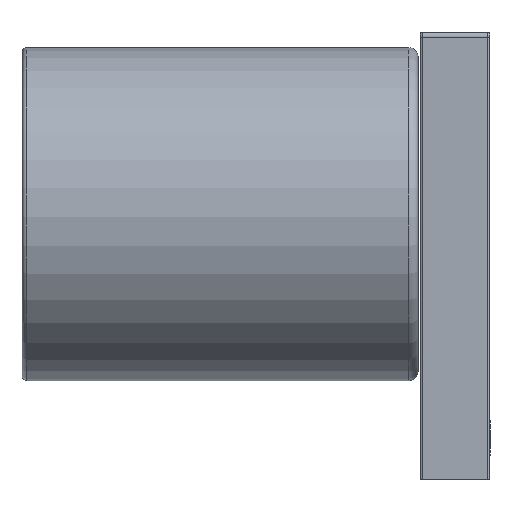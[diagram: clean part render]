
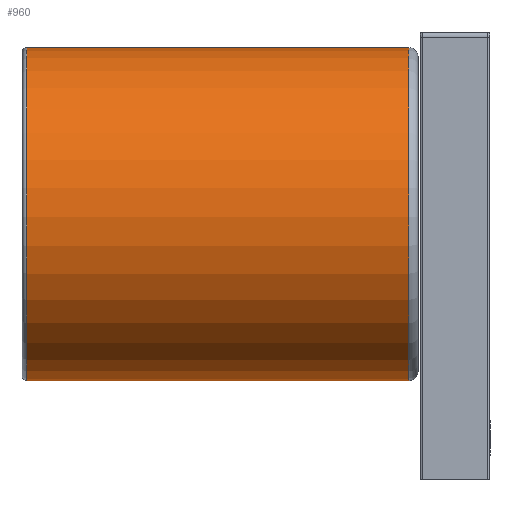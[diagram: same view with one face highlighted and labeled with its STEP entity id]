
A CAD part, left-side view. The second image highlights one B-rep face of the part: STEP entity #960.
In plain terms, the highlighted cylindrical face has radius 35.75 mm (diameter 71.5 mm), a partial arc.
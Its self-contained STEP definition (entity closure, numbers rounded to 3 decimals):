
#169 = EDGE_CURVE ( 'NONE', #2005, #470, #1914, .T. ) ;
#204 = CARTESIAN_POINT ( 'NONE',  ( -0.571, 92.929, 44.745 ) ) ;
#279 = DIRECTION ( 'NONE',  ( 0., -1., 0. ) ) ;
#293 = AXIS2_PLACEMENT_3D ( 'NONE', #2694, #2912, #1630 ) ;
#403 = VECTOR ( 'NONE', #1753, 1000. ) ;
#470 = VERTEX_POINT ( 'NONE', #810 ) ;
#502 = VERTEX_POINT ( 'NONE', #1361 ) ;
#585 = CARTESIAN_POINT ( 'NONE',  ( -0.571, 91.929, 44.745 ) ) ;
#612 = DIRECTION ( 'NONE',  ( 0.016, 0., -1. ) ) ;
#719 = EDGE_CURVE ( 'NONE', #502, #2005, #2269, .T. ) ;
#774 = ORIENTED_EDGE ( 'NONE', *, *, #1203, .F. ) ;
#810 = CARTESIAN_POINT ( 'NONE',  ( -0.571, 9.922, 44.745 ) ) ;
#863 = CARTESIAN_POINT ( 'NONE',  ( 0.571, 9.922, -26.745 ) ) ;
#960 = ADVANCED_FACE ( 'NONE', ( #2612 ), #2056, .T. ) ;
#962 = VERTEX_POINT ( 'NONE', #585 ) ;
#988 = ORIENTED_EDGE ( 'NONE', *, *, #169, .T. ) ;
#1004 = DIRECTION ( 'NONE',  ( 0., -1., 0. ) ) ;
#1166 = AXIS2_PLACEMENT_3D ( 'NONE', #1290, #279, #2809 ) ;
#1203 = EDGE_CURVE ( 'NONE', #962, #470, #2966, .T. ) ;
#1238 = EDGE_CURVE ( 'NONE', #962, #502, #1347, .T. ) ;
#1290 = CARTESIAN_POINT ( 'NONE',  ( 0., 91.929, 9. ) ) ;
#1347 = CIRCLE ( 'NONE', #1166, 35.75 ) ;
#1361 = CARTESIAN_POINT ( 'NONE',  ( 0.571, 91.929, -26.745 ) ) ;
#1532 = CARTESIAN_POINT ( 'NONE',  ( 0.571, 92.929, -26.745 ) ) ;
#1544 = VECTOR ( 'NONE', #1004, 1000. ) ;
#1630 = DIRECTION ( 'NONE',  ( 0.016, 0., -1. ) ) ;
#1753 = DIRECTION ( 'NONE',  ( 0., -1., 0. ) ) ;
#1914 = CIRCLE ( 'NONE', #293, 35.75 ) ;
#2005 = VERTEX_POINT ( 'NONE', #863 ) ;
#2056 = CYLINDRICAL_SURFACE ( 'NONE', #2278, 35.75 ) ;
#2108 = CARTESIAN_POINT ( 'NONE',  ( 0., 92.929, 9. ) ) ;
#2185 = EDGE_LOOP ( 'NONE', ( #774, #2702, #3070, #988 ) ) ;
#2269 = LINE ( 'NONE', #1532, #1544 ) ;
#2278 = AXIS2_PLACEMENT_3D ( 'NONE', #2108, #3147, #612 ) ;
#2612 = FACE_OUTER_BOUND ( 'NONE', #2185, .T. ) ;
#2694 = CARTESIAN_POINT ( 'NONE',  ( 0., 9.922, 9. ) ) ;
#2702 = ORIENTED_EDGE ( 'NONE', *, *, #1238, .T. ) ;
#2809 = DIRECTION ( 'NONE',  ( -0.016, 0., 1. ) ) ;
#2912 = DIRECTION ( 'NONE',  ( 0., 1., 0. ) ) ;
#2966 = LINE ( 'NONE', #204, #403 ) ;
#3070 = ORIENTED_EDGE ( 'NONE', *, *, #719, .T. ) ;
#3147 = DIRECTION ( 'NONE',  ( 0., -1., 0. ) ) ;
